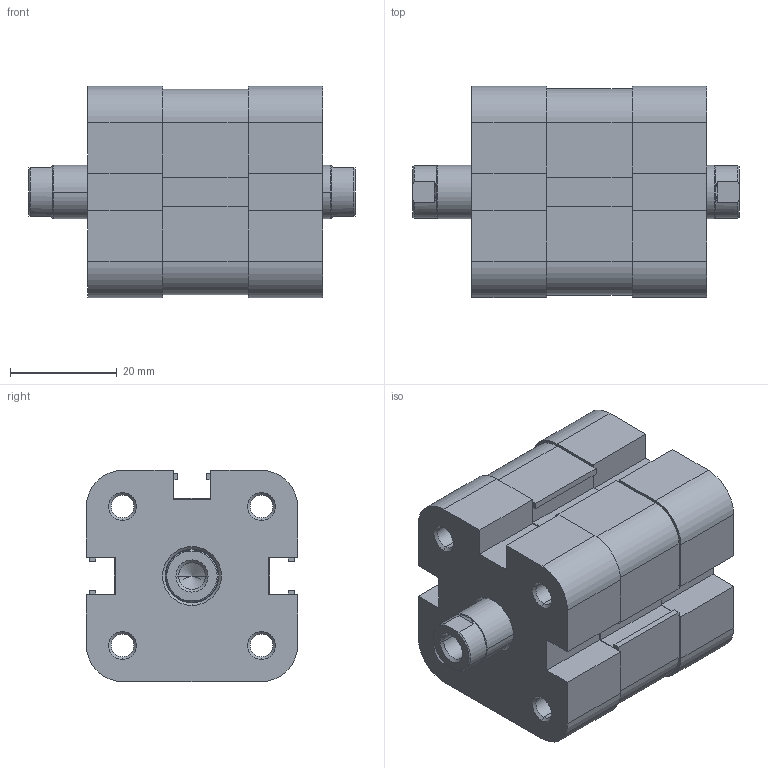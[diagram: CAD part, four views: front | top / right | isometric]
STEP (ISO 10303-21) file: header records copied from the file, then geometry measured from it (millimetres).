
FILE_DESCRIPTION (( 'STEP AP214' ), '1' );
FILE_NAME ('PKD25-5CYLINDER.STEP', '2010-09-23T08:09:56', ( '' ), ( '' ), 'SwSTEP 2.0', 'SolidWorks 2010', '' );
FILE_SCHEMA (( 'AUTOMOTIVE_DESIGN' ));
Length unit declared in the file: millimetre
Products named in the file (4): PK  25  BORU_Varsayýlan; PK 25  ÖN  KAPAK-2_Varsayýlan; PK  25  MÝL_Varsayýlan; PKD25-5CYLINDER
Assembly tree (4 placements, depth 2):
  PKD25-5CYLINDER
    PK  25  BORU_Varsayýlan
    PK  25  MÝL_Varsayýlan
    PK 25  ÖN  KAPAK-2_Varsayýlan  x2
Bounding box: 61 x 39.5 x 39.5 mm (x, y, z)
Volume: 52812.4 mm3; surface area: 24496 mm2
Topology: 4 solids, 4 shells, 240 faces, 636 edges, 408 vertices
Faces by surface type: plane 104, cylinder 94, cone 42
Entity records: 6296 total; most frequent: CARTESIAN_POINT 1079, DIRECTION 1062, ORIENTED_EDGE 1012, EDGE_CURVE 506, AXIS2_PLACEMENT_3D 375, VERTEX_POINT 328, VECTOR 312, LINE 312
